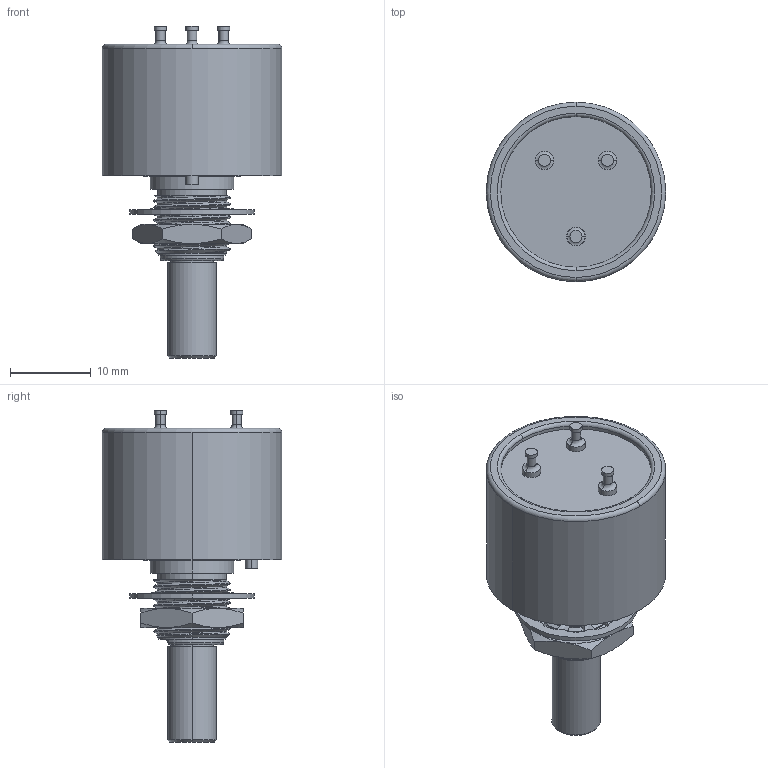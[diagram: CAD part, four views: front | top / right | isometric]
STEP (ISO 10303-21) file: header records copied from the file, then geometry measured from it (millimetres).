
FILE_DESCRIPTION((''),'2;1');
FILE_NAME('ASM0001_ASM','2016-05-03T',('bmozley'),(''),'CREO PARAMETRIC BY PTC INC, 2016050','CREO PARAMETRIC BY PTC INC, 2016050','');
FILE_SCHEMA(('CONFIG_CONTROL_DESIGN'));
Length unit declared in the file: inch
Products named in the file (2): MSBR-1; ASM0001_ASM
Assembly tree (1 placements, depth 2):
  ASM0001_ASM
    MSBR-1
Bounding box: 22.23 x 22.23 x 41.1 mm (x, y, z)
Volume: 7153.7 mm3; surface area: 4887.1 mm2
Topology: 1 solids, 1 shells, 1082 faces, 2757 edges, 1824 vertices
Faces by surface type: plane 526, cylinder 458, bspline 67, cone 20, torus 11
Entity records: 39232 total; most frequent: CARTESIAN_POINT 12695, ORIENTED_EDGE 5514, DIRECTION 5414, EDGE_CURVE 2757, AXIS2_PLACEMENT_3D 1930, VERTEX_POINT 1824, VECTOR 1554, LINE 1554
